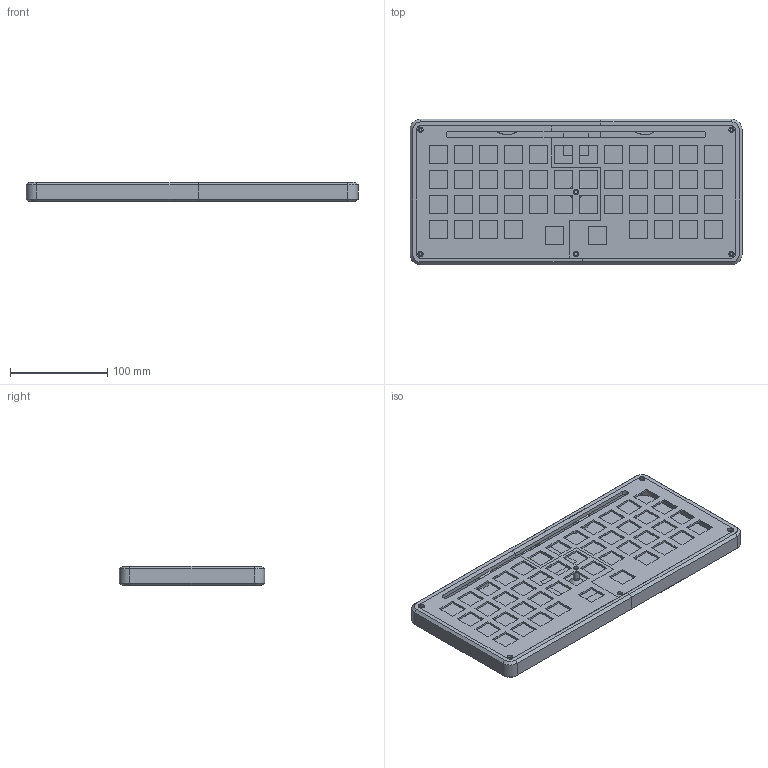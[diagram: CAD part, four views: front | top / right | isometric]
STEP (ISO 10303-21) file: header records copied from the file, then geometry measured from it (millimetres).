
FILE_DESCRIPTION(('FreeCAD Model'),'2;1');
FILE_NAME('Open CASCADE Shape Model','2025-05-03T21:49:54',('FreeCAD'),( 'FreeCAD'),'Open CASCADE STEP processor 7.6','FreeCAD','Unknown');
FILE_SCHEMA(('AUTOMOTIVE_DESIGN { 1 0 10303 214 1 1 1 1 }'));
Length unit declared in the file: millimetre
Products named in the file (1): Open CASCADE STEP translator 7.6 1
Bounding box: 342.05 x 149.63 x 20.24 mm (x, y, z)
Volume: 364533.8 mm3; surface area: 214238.2 mm2
Topology: 4 solids, 4 shells, 581 faces, 1549 edges, 1027 vertices
Faces by surface type: bspline 581
Entity records: 16842 total; most frequent: CARTESIAN_POINT 7145, ORIENTED_EDGE 3098, EDGE_CURVE 1549, B_SPLINE_CURVE_WITH_KNOTS 1414, VERTEX_POINT 1027, FACE_BOUND 746, EDGE_LOOP 746, ADVANCED_FACE 581
